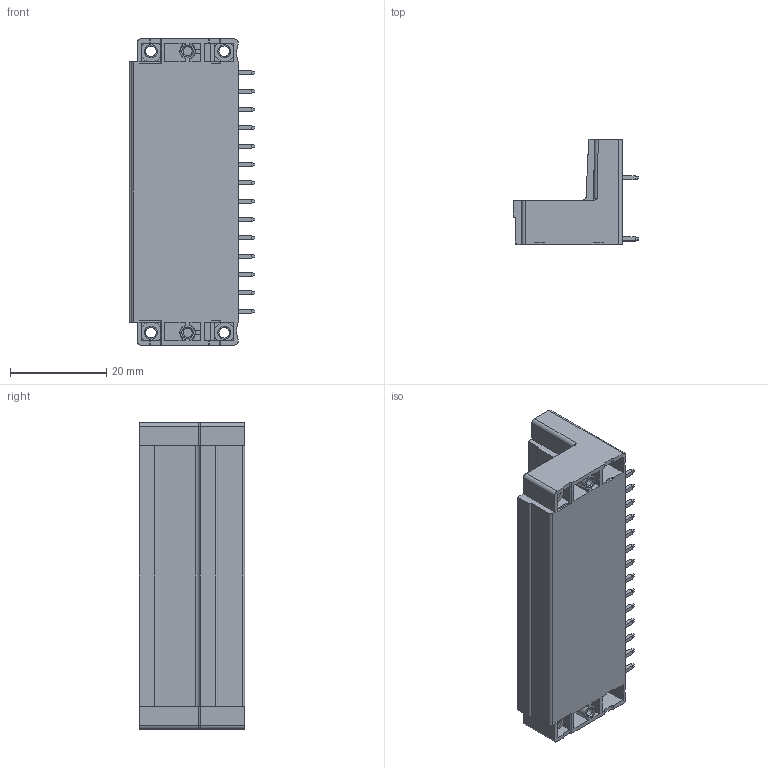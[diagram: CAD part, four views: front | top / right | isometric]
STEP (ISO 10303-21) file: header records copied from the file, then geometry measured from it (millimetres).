
FILE_DESCRIPTION((''),'2;1');
FILE_NAME('TLPHDW-105R-1','2024-09-24T11:05:03',('sheji109'),(''),'CREO PARAMETRIC BY PTC INC, 2018100','CREO PARAMETRIC BY PTC INC, 2018100','');
FILE_SCHEMA(('CONFIG_CONTROL_DESIGN'));
Products named in the file (1): TLPHDW-105R-1
Bounding box: 26.2 x 21.9 x 63.73 mm (x, y, z)
Volume: 13874.4 mm3; surface area: 15334.3 mm2
Topology: 1 solids, 1 shells, 2345 faces, 6347 edges, 4089 vertices
Faces by surface type: plane 1842, cylinder 451, cone 36, sphere 14, bspline 2
Entity records: 72942 total; most frequent: CARTESIAN_POINT 13443, ORIENTED_EDGE 12666, DIRECTION 11848, EDGE_CURVE 6333, VECTOR 5224, LINE 5224, VERTEX_POINT 4089, AXIS2_PLACEMENT_3D 3312
